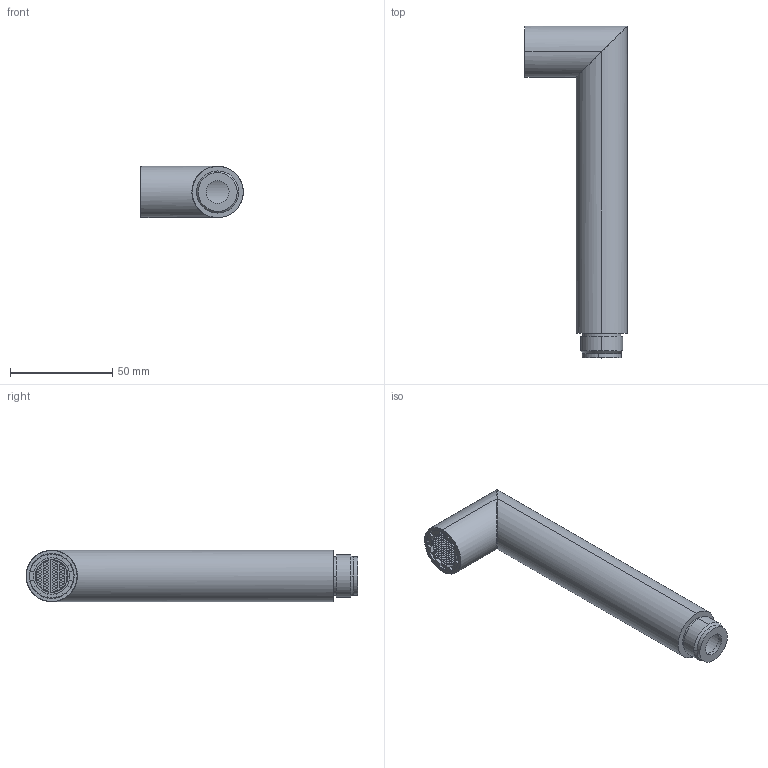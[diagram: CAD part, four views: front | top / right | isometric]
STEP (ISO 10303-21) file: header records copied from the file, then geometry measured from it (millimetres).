
FILE_DESCRIPTION (( 'STEP AP203' ), '1' );
FILE_NAME ('99Z308292.STEP', '2025-07-07T10:49:00', ( '' ), ( '' ), 'SwSTEP 2.0', 'SolidWorks 2021', '' );
FILE_SCHEMA (( 'CONFIG_CONTROL_DESIGN' ));
Length unit declared in the file: millimetre
Products named in the file (1): 99Z308292
Bounding box: 50.05 x 162 x 25 mm (x, y, z)
Volume: 25828.8 mm3; surface area: 30943 mm2
Topology: 3 solids, 3 shells, 1115 faces, 2835 edges, 1880 vertices
Faces by surface type: plane 1036, cylinder 65, cone 6, torus 6, bspline 2
Entity records: 33226 total; most frequent: CARTESIAN_POINT 5999, ORIENTED_EDGE 5662, DIRECTION 5223, EDGE_CURVE 2831, VECTOR 2655, LINE 2655, VERTEX_POINT 1880, AXIS2_PLACEMENT_3D 1284
